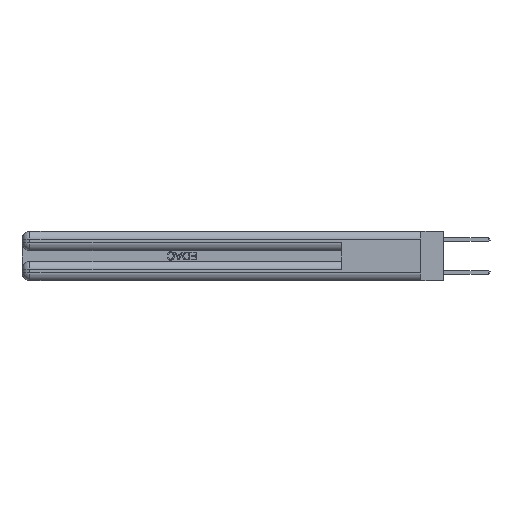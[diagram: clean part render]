
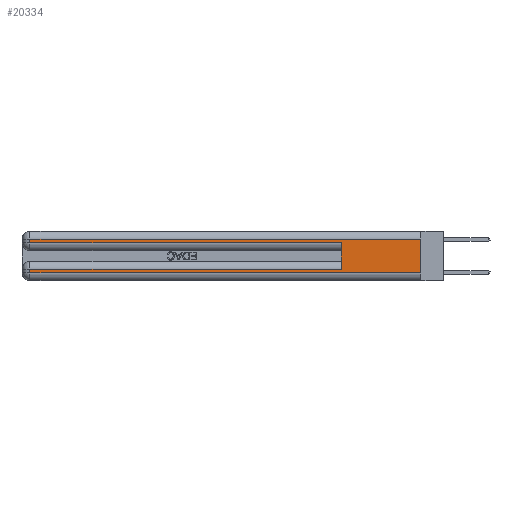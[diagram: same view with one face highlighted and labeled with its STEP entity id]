
A CAD part, left-side view. The second image highlights one B-rep face of the part: STEP entity #20334.
In plain terms, the highlighted planar face has unit normal (-1, 0, 0).
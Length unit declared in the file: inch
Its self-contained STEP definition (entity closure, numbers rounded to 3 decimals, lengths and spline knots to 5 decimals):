
#107 = EDGE_CURVE ( 'NONE', #31651, #34950, #537, .T. ) ;
#537 = LINE ( 'NONE', #31833, #7758 ) ;
#1141 = CARTESIAN_POINT ( 'NONE',  ( 0., 2.94, 0.085 ) ) ;
#1370 = CARTESIAN_POINT ( 'NONE',  ( 0., 0., 0.31 ) ) ;
#2967 = CARTESIAN_POINT ( 'NONE',  ( 0., 0., 0.37 ) ) ;
#3237 = CARTESIAN_POINT ( 'NONE',  ( 0., 0., 0.085 ) ) ;
#3646 = DIRECTION ( 'NONE',  ( 0., 0., 1. ) ) ;
#3656 = DIRECTION ( 'NONE',  ( 0., 0., -1. ) ) ;
#4122 = VERTEX_POINT ( 'NONE', #20359 ) ;
#4423 = CARTESIAN_POINT ( 'NONE',  ( 0., 0., 0.285 ) ) ;
#5011 = LINE ( 'NONE', #2967, #33228 ) ;
#5170 = ORIENTED_EDGE ( 'NONE', *, *, #28479, .F. ) ;
#6836 = VECTOR ( 'NONE', #3656, 39.37008 ) ;
#7758 = VECTOR ( 'NONE', #31718, 39.37008 ) ;
#9103 = VECTOR ( 'NONE', #17758, 39.37008 ) ;
#9628 = VECTOR ( 'NONE', #27845, 39.37008 ) ;
#9796 = ORIENTED_EDGE ( 'NONE', *, *, #27784, .T. ) ;
#11062 = ORIENTED_EDGE ( 'NONE', *, *, #13101, .T. ) ;
#11220 = VERTEX_POINT ( 'NONE', #1141 ) ;
#11281 = EDGE_CURVE ( 'NONE', #32354, #4122, #29193, .T. ) ;
#11565 = ORIENTED_EDGE ( 'NONE', *, *, #11281, .T. ) ;
#11786 = CARTESIAN_POINT ( 'NONE',  ( 0., 2.94, 0.285 ) ) ;
#12287 = CARTESIAN_POINT ( 'NONE',  ( 0., 0.6, 0.085 ) ) ;
#12678 = VECTOR ( 'NONE', #34396, 39.37008 ) ;
#13101 = EDGE_CURVE ( 'NONE', #4122, #29387, #35050, .T. ) ;
#13529 = LINE ( 'NONE', #4423, #12678 ) ;
#14107 = ORIENTED_EDGE ( 'NONE', *, *, #107, .T. ) ;
#14934 = EDGE_CURVE ( 'NONE', #29387, #26354, #13529, .T. ) ;
#16139 = CARTESIAN_POINT ( 'NONE',  ( 0., 2.94, 0.37 ) ) ;
#16197 = AXIS2_PLACEMENT_3D ( 'NONE', #22257, #33207, #16871 ) ;
#16871 = DIRECTION ( 'NONE',  ( 0., 0., -1. ) ) ;
#16927 = LINE ( 'NONE', #3237, #9628 ) ;
#17758 = DIRECTION ( 'NONE',  ( 0., 1., 0. ) ) ;
#17760 = VERTEX_POINT ( 'NONE', #12287 ) ;
#18349 = VECTOR ( 'NONE', #32493, 39.37008 ) ;
#18632 = EDGE_CURVE ( 'NONE', #17760, #26354, #32937, .T. ) ;
#19300 = VECTOR ( 'NONE', #3646, 39.37008 ) ;
#20006 = CARTESIAN_POINT ( 'NONE',  ( 0., 0.6, 0.145 ) ) ;
#20079 = CARTESIAN_POINT ( 'NONE',  ( 0., 0., 0.06 ) ) ;
#20334 = ADVANCED_FACE ( 'NONE', ( #33289 ), #30472, .F. ) ;
#20359 = CARTESIAN_POINT ( 'NONE',  ( 0., 2.94, 0.31 ) ) ;
#22257 = CARTESIAN_POINT ( 'NONE',  ( 0., 0., 0.37 ) ) ;
#22310 = EDGE_CURVE ( 'NONE', #17760, #11220, #16927, .T. ) ;
#23742 = ORIENTED_EDGE ( 'NONE', *, *, #14934, .T. ) ;
#24752 = LINE ( 'NONE', #16139, #18349 ) ;
#25164 = ORIENTED_EDGE ( 'NONE', *, *, #22310, .T. ) ;
#25416 = EDGE_LOOP ( 'NONE', ( #5170, #11565, #11062, #23742, #28334, #25164, #9796, #14107 ) ) ;
#26354 = VERTEX_POINT ( 'NONE', #28669 ) ;
#27567 = DIRECTION ( 'NONE',  ( 0., 0., -1. ) ) ;
#27784 = EDGE_CURVE ( 'NONE', #11220, #31651, #24752, .T. ) ;
#27845 = DIRECTION ( 'NONE',  ( 0., 1., 0. ) ) ;
#28334 = ORIENTED_EDGE ( 'NONE', *, *, #18632, .F. ) ;
#28479 = EDGE_CURVE ( 'NONE', #32354, #34950, #5011, .T. ) ;
#28669 = CARTESIAN_POINT ( 'NONE',  ( 0., 0.6, 0.285 ) ) ;
#29193 = LINE ( 'NONE', #1370, #9103 ) ;
#29387 = VERTEX_POINT ( 'NONE', #11786 ) ;
#30472 = PLANE ( 'NONE',  #16197 ) ;
#31651 = VERTEX_POINT ( 'NONE', #34243 ) ;
#31718 = DIRECTION ( 'NONE',  ( 0., -1., 0. ) ) ;
#31833 = CARTESIAN_POINT ( 'NONE',  ( 0., 0., 0.06 ) ) ;
#32056 = CARTESIAN_POINT ( 'NONE',  ( 0., 0., 0.31 ) ) ;
#32354 = VERTEX_POINT ( 'NONE', #32056 ) ;
#32493 = DIRECTION ( 'NONE',  ( 0., 0., -1. ) ) ;
#32937 = LINE ( 'NONE', #20006, #19300 ) ;
#33207 = DIRECTION ( 'NONE',  ( 1., 0., 0. ) ) ;
#33228 = VECTOR ( 'NONE', #27567, 39.37008 ) ;
#33289 = FACE_OUTER_BOUND ( 'NONE', #25416, .T. ) ;
#33743 = CARTESIAN_POINT ( 'NONE',  ( 0., 2.94, 0.37 ) ) ;
#34243 = CARTESIAN_POINT ( 'NONE',  ( 0., 2.94, 0.06 ) ) ;
#34396 = DIRECTION ( 'NONE',  ( 0., -1., 0. ) ) ;
#34950 = VERTEX_POINT ( 'NONE', #20079 ) ;
#35050 = LINE ( 'NONE', #33743, #6836 ) ;
